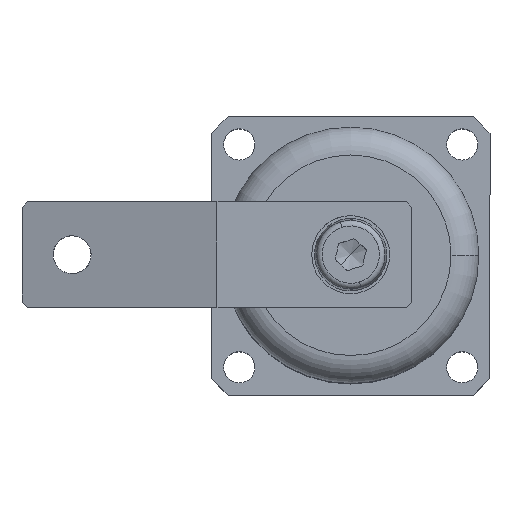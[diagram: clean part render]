
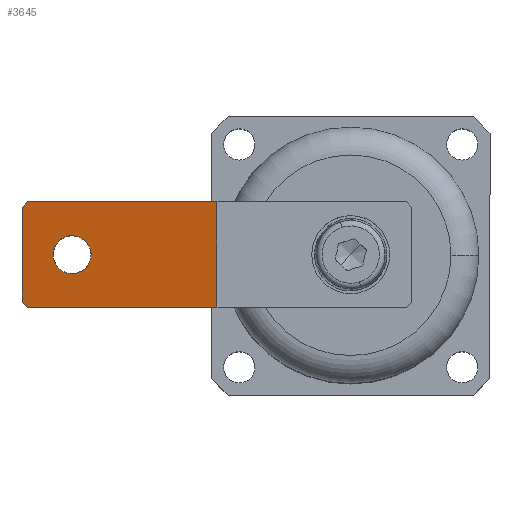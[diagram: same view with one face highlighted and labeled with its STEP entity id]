
A CAD part, top view. The second image highlights one B-rep face of the part: STEP entity #3645.
In plain terms, the highlighted face is planar.
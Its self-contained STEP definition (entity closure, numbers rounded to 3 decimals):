
#854 = CARTESIAN_POINT ( 'NONE',  ( -26., 2.666, 3.4 ) ) ;
#855 = CARTESIAN_POINT ( 'NONE',  ( -26., 2.666, -3.4 ) ) ;
#856 = CARTESIAN_POINT ( 'NONE',  ( -32.8, 0.878, -3.4 ) ) ;
#859 = CARTESIAN_POINT ( 'NONE',  ( -32.8, 0.878, 3.4 ) ) ;
#1106 = CARTESIAN_POINT ( 'NONE',  ( -34., 0.563, -9.5 ) ) ;
#1237 = CARTESIAN_POINT ( 'NONE',  ( 0., 9.5, 9.5 ) ) ;
#1252 = CARTESIAN_POINT ( 'NONE',  ( -35., 0.3, 8.5 ) ) ;
#1314 = EDGE_CURVE ( 'NONE', #2310, #2192, #4188, .T. ) ;
#1514 = VECTOR ( 'NONE', #4685, 1000. ) ;
#1516 = VECTOR ( 'NONE', #4695, 1000. ) ;
#1517 = LINE ( 'NONE', #4688, #1514 ) ;
#1518 = LINE ( 'NONE', #4709, #1516 ) ;
#1525 = VECTOR ( 'NONE', #4715, 1000. ) ;
#1528 = LINE ( 'NONE', #4716, #1525 ) ;
#1531 = VECTOR ( 'NONE', #4721, 1000. ) ;
#1534 = LINE ( 'NONE', #4722, #1531 ) ;
#1537 = VECTOR ( 'NONE', #4726, 1000. ) ;
#1540 = LINE ( 'NONE', #4727, #1537 ) ;
#1545 = VECTOR ( 'NONE', #4734, 1000. ) ;
#1548 = LINE ( 'NONE', #4735, #1545 ) ;
#1700 = FACE_BOUND ( 'NONE', #4951, .T. ) ;
#1702 = FACE_OUTER_BOUND ( 'NONE', #4950, .T. ) ;
#1980 = EDGE_CURVE ( 'NONE', #2181, #2380, #1548, .T. ) ;
#1984 = EDGE_CURVE ( 'NONE', #2212, #2385, #1540, .T. ) ;
#1987 = EDGE_CURVE ( 'NONE', #2323, #2390, #1534, .T. ) ;
#1990 = EDGE_CURVE ( 'NONE', #2380, #2390, #1528, .T. ) ;
#1995 = EDGE_CURVE ( 'NONE', #2192, #2310, #4231, .T. ) ;
#1997 = EDGE_CURVE ( 'NONE', #2181, #2212, #1518, .T. ) ;
#1998 = EDGE_CURVE ( 'NONE', #2385, #2323, #1517, .T. ) ;
#2181 = VERTEX_POINT ( 'NONE', #1106 ) ;
#2192 = VERTEX_POINT ( 'NONE', #3138 ) ;
#2212 = VERTEX_POINT ( 'NONE', #3202 ) ;
#2310 = VERTEX_POINT ( 'NONE', #5676 ) ;
#2323 = VERTEX_POINT ( 'NONE', #5663 ) ;
#2380 = VERTEX_POINT ( 'NONE', #5599 ) ;
#2385 = VERTEX_POINT ( 'NONE', #1252 ) ;
#2390 = VERTEX_POINT ( 'NONE', #1237 ) ;
#2705 = CARTESIAN_POINT ( 'NONE',  ( -35., 0.3, -9.5 ) ) ;
#2710 = PLANE ( 'NONE',  #5219 ) ;
#2713 = DIRECTION ( 'NONE',  ( 0.254, -0.967, 0. ) ) ;
#2715 = DIRECTION ( 'NONE',  ( 0.967, 0.254, 0. ) ) ;
#3020 = ORIENTED_EDGE ( 'NONE', *, *, #1997, .T. ) ;
#3021 = ORIENTED_EDGE ( 'NONE', *, *, #1984, .T. ) ;
#3022 = ORIENTED_EDGE ( 'NONE', *, *, #1998, .T. ) ;
#3023 = ORIENTED_EDGE ( 'NONE', *, *, #1987, .T. ) ;
#3024 = ORIENTED_EDGE ( 'NONE', *, *, #1990, .F. ) ;
#3025 = ORIENTED_EDGE ( 'NONE', *, *, #1980, .F. ) ;
#3026 = ORIENTED_EDGE ( 'NONE', *, *, #1995, .F. ) ;
#3027 = ORIENTED_EDGE ( 'NONE', *, *, #1314, .F. ) ;
#3138 = CARTESIAN_POINT ( 'NONE',  ( -26., 2.666, 3.4 ) ) ;
#3202 = CARTESIAN_POINT ( 'NONE',  ( -35., 0.3, -8.5 ) ) ;
#3645 = ADVANCED_FACE ( 'NONE', ( #1702, #1700 ), #2710, .F. ) ;
#4188 =( BOUNDED_CURVE ( )  B_SPLINE_CURVE ( 3, ( #855, #856, #859, #854 ),
 .UNSPECIFIED., .F., .F. ) 
 B_SPLINE_CURVE_WITH_KNOTS ( ( 4, 4 ),
 ( 1.571, 4.712 ),
 .UNSPECIFIED. ) 
 CURVE ( )  GEOMETRIC_REPRESENTATION_ITEM ( )  RATIONAL_B_SPLINE_CURVE ( ( 1., 0.333, 0.333, 1. ) ) 
 REPRESENTATION_ITEM ( '' )  );
#4231 =( BOUNDED_CURVE ( )  B_SPLINE_CURVE ( 3, ( #4702, #4701, #4694, #4693 ),
 .UNSPECIFIED., .F., .T. ) 
 B_SPLINE_CURVE_WITH_KNOTS ( ( 4, 4 ),
 ( 4.712, 7.854 ),
 .UNSPECIFIED. ) 
 CURVE ( )  GEOMETRIC_REPRESENTATION_ITEM ( )  RATIONAL_B_SPLINE_CURVE ( ( 1., 0.333, 0.333, 1. ) ) 
 REPRESENTATION_ITEM ( '' )  );
#4685 = DIRECTION ( 'NONE',  ( 0.695, 0.183, 0.695 ) ) ;
#4688 = CARTESIAN_POINT ( 'NONE',  ( -32.865, 0.861, 10.635 ) ) ;
#4693 = CARTESIAN_POINT ( 'NONE',  ( -26., 2.666, -3.4 ) ) ;
#4694 = CARTESIAN_POINT ( 'NONE',  ( -19.2, 4.453, -3.4 ) ) ;
#4695 = DIRECTION ( 'NONE',  ( -0.695, -0.183, 0.695 ) ) ;
#4701 = CARTESIAN_POINT ( 'NONE',  ( -19.2, 4.453, 3.4 ) ) ;
#4702 = CARTESIAN_POINT ( 'NONE',  ( -26., 2.666, 3.4 ) ) ;
#4709 = CARTESIAN_POINT ( 'NONE',  ( -33.831, 0.607, -9.669 ) ) ;
#4715 = DIRECTION ( 'NONE',  ( 0., 0., 1. ) ) ;
#4716 = CARTESIAN_POINT ( 'NONE',  ( 0., 9.5, -9.5 ) ) ;
#4721 = DIRECTION ( 'NONE',  ( 0.967, 0.254, 0. ) ) ;
#4722 = CARTESIAN_POINT ( 'NONE',  ( -35., 0.3, 9.5 ) ) ;
#4726 = DIRECTION ( 'NONE',  ( 0., 0., 1. ) ) ;
#4727 = CARTESIAN_POINT ( 'NONE',  ( -35., 0.3, -9.5 ) ) ;
#4734 = DIRECTION ( 'NONE',  ( 0.967, 0.254, 0. ) ) ;
#4735 = CARTESIAN_POINT ( 'NONE',  ( -35., 0.3, -9.5 ) ) ;
#4950 = EDGE_LOOP ( 'NONE', ( #3020, #3021, #3022, #3023, #3024, #3025 ) ) ;
#4951 = EDGE_LOOP ( 'NONE', ( #3026, #3027 ) ) ;
#5219 = AXIS2_PLACEMENT_3D ( 'NONE', #2705, #2713, #2715 ) ;
#5599 = CARTESIAN_POINT ( 'NONE',  ( 0., 9.5, -9.5 ) ) ;
#5663 = CARTESIAN_POINT ( 'NONE',  ( -34., 0.563, 9.5 ) ) ;
#5676 = CARTESIAN_POINT ( 'NONE',  ( -26., 2.666, -3.4 ) ) ;
